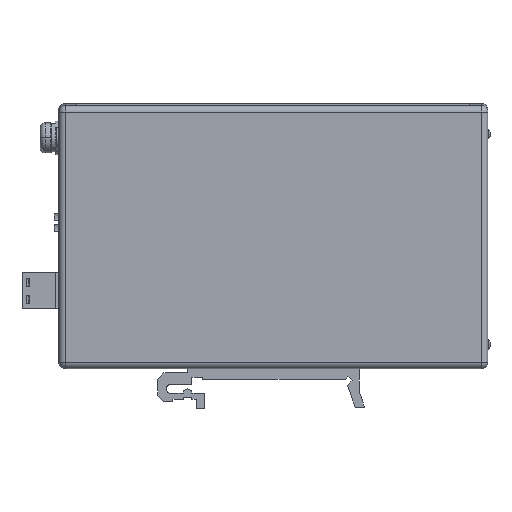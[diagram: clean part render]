
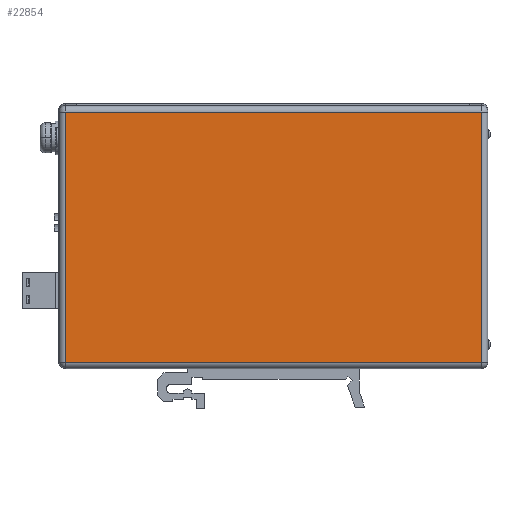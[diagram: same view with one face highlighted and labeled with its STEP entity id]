
A CAD part, front view. The second image highlights one B-rep face of the part: STEP entity #22854.
In plain terms, the highlighted planar face has unit normal (0, -1, 0).
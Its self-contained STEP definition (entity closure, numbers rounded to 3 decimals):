
#16591=DIRECTION('',(1.,0.,0.));
#16592=VECTOR('',#16591,97.);
#16593=CARTESIAN_POINT('',(-48.5,0.,-29.3));
#16594=LINE('',#16593,#16592);
#19976=DIRECTION('',(0.,0.,1.));
#19977=VECTOR('',#19976,58.315);
#19978=CARTESIAN_POINT('',(48.5,0.,-29.3));
#19979=LINE('',#19978,#19977);
#20003=DIRECTION('',(-1.,0.,0.));
#20004=VECTOR('',#20003,97.);
#20005=CARTESIAN_POINT('',(48.5,0.,29.015));
#20006=LINE('',#20005,#20004);
#20163=DIRECTION('',(0.,0.,-1.));
#20164=VECTOR('',#20163,58.315);
#20165=CARTESIAN_POINT('',(-48.5,0.,29.015));
#20166=LINE('',#20165,#20164);
#21560=CARTESIAN_POINT('',(-48.5,0.,29.015));
#21561=CARTESIAN_POINT('',(-48.5,0.,-29.3));
#21562=VERTEX_POINT('',#21560);
#21563=VERTEX_POINT('',#21561);
#21564=CARTESIAN_POINT('',(48.5,0.,29.015));
#21565=VERTEX_POINT('',#21564);
#21566=CARTESIAN_POINT('',(48.5,0.,-29.3));
#21567=VERTEX_POINT('',#21566);
#22839=CARTESIAN_POINT('',(0.,0.,-0.142));
#22840=DIRECTION('',(0.,1.,0.));
#22841=DIRECTION('',(0.,0.,-1.));
#22842=AXIS2_PLACEMENT_3D('',#22839,#22840,#22841);
#22843=PLANE('',#22842);
#22845=ORIENTED_EDGE('',*,*,#22844,.F.);
#22847=ORIENTED_EDGE('',*,*,#22846,.F.);
#22849=ORIENTED_EDGE('',*,*,#22848,.F.);
#22851=ORIENTED_EDGE('',*,*,#22850,.F.);
#22852=EDGE_LOOP('',(#22845,#22847,#22849,#22851));
#22853=FACE_OUTER_BOUND('',#22852,.F.);
#22854=ADVANCED_FACE('',(#22853),#22843,.F.);
#22844=EDGE_CURVE('',#21563,#21567,#16594,.T.);
#22846=EDGE_CURVE('',#21562,#21563,#20166,.T.);
#22848=EDGE_CURVE('',#21565,#21562,#20006,.T.);
#22850=EDGE_CURVE('',#21567,#21565,#19979,.T.);
